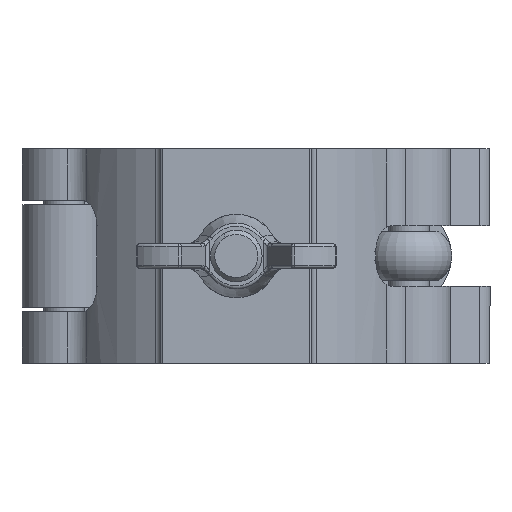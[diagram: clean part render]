
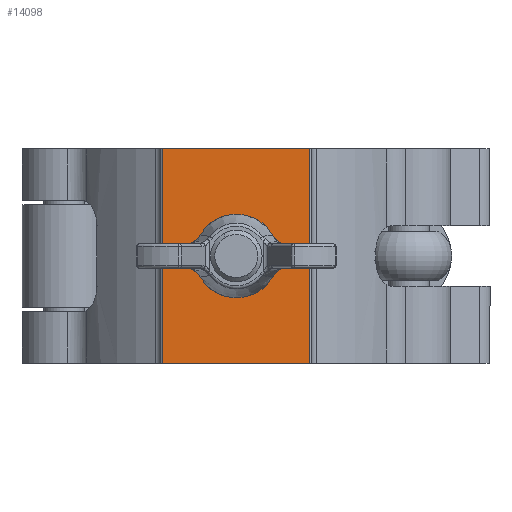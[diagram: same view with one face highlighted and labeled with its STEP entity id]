
A CAD part, front view. The second image highlights one B-rep face of the part: STEP entity #14098.
In plain terms, the highlighted planar face has unit normal (0, -1, 0).
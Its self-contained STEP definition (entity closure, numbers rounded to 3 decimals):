
#475 = VERTEX_POINT ( 'NONE', #5791 ) ;
#506 = EDGE_CURVE ( 'NONE', #12353, #15310, #15629, .T. ) ;
#643 = CARTESIAN_POINT ( 'NONE',  ( 17.127, 0., 24.95 ) ) ;
#713 = ORIENTED_EDGE ( 'NONE', *, *, #13551, .F. ) ;
#745 = DIRECTION ( 'NONE',  ( 1., 0., 0. ) ) ;
#1214 = CARTESIAN_POINT ( 'NONE',  ( 17.127, 0., 24.95 ) ) ;
#1287 = AXIS2_PLACEMENT_3D ( 'NONE', #1214, #8429, #3466 ) ;
#1427 = DIRECTION ( 'NONE',  ( 0., 0., -1. ) ) ;
#1825 = CARTESIAN_POINT ( 'NONE',  ( 17.127, 0., -24.95 ) ) ;
#1964 = DIRECTION ( 'NONE',  ( 0., 1., 0. ) ) ;
#2049 = DIRECTION ( 'NONE',  ( 0., 0., -1. ) ) ;
#2817 = VERTEX_POINT ( 'NONE', #1825 ) ;
#3276 = LINE ( 'NONE', #13961, #15849 ) ;
#3452 = CARTESIAN_POINT ( 'NONE',  ( -17.127, 0., -24.95 ) ) ;
#3466 = DIRECTION ( 'NONE',  ( 0., 0., 1. ) ) ;
#3829 = LINE ( 'NONE', #12433, #8569 ) ;
#4819 = EDGE_CURVE ( 'NONE', #16246, #2817, #15948, .T. ) ;
#5590 = CARTESIAN_POINT ( 'NONE',  ( 0., 0., 6.35 ) ) ;
#5791 = CARTESIAN_POINT ( 'NONE',  ( -17.127, 0., 24.95 ) ) ;
#6274 = ORIENTED_EDGE ( 'NONE', *, *, #15596, .F. ) ;
#6915 = LINE ( 'NONE', #643, #14528 ) ;
#6929 = DIRECTION ( 'NONE',  ( 0., 0., 1. ) ) ;
#7038 = CARTESIAN_POINT ( 'NONE',  ( 0., 0., 0. ) ) ;
#7208 = DIRECTION ( 'NONE',  ( 0., 0., 1. ) ) ;
#7425 = FACE_OUTER_BOUND ( 'NONE', #10604, .T. ) ;
#7599 = ORIENTED_EDGE ( 'NONE', *, *, #14164, .T. ) ;
#8129 = ORIENTED_EDGE ( 'NONE', *, *, #506, .T. ) ;
#8429 = DIRECTION ( 'NONE',  ( 0., 1., 0. ) ) ;
#8569 = VECTOR ( 'NONE', #11015, 1000. ) ;
#9295 = VECTOR ( 'NONE', #745, 1000. ) ;
#9759 = CIRCLE ( 'NONE', #14648, 6.35 ) ;
#10566 = ORIENTED_EDGE ( 'NONE', *, *, #4819, .T. ) ;
#10604 = EDGE_LOOP ( 'NONE', ( #10566, #713, #6274, #7599 ) ) ;
#11015 = DIRECTION ( 'NONE',  ( 1., 0., 0. ) ) ;
#12275 = DIRECTION ( 'NONE',  ( 0., 1., 0. ) ) ;
#12353 = VERTEX_POINT ( 'NONE', #5590 ) ;
#12433 = CARTESIAN_POINT ( 'NONE',  ( 17.127, 0., 24.95 ) ) ;
#12985 = CARTESIAN_POINT ( 'NONE',  ( 0., 0., -6.35 ) ) ;
#13107 = EDGE_LOOP ( 'NONE', ( #8129, #13436 ) ) ;
#13436 = ORIENTED_EDGE ( 'NONE', *, *, #15487, .T. ) ;
#13551 = EDGE_CURVE ( 'NONE', #15940, #2817, #6915, .T. ) ;
#13961 = CARTESIAN_POINT ( 'NONE',  ( -17.127, 0., 24.95 ) ) ;
#14098 = ADVANCED_FACE ( 'NONE', ( #14478, #7425 ), #14662, .F. ) ;
#14164 = EDGE_CURVE ( 'NONE', #475, #16246, #3276, .T. ) ;
#14478 = FACE_BOUND ( 'NONE', #13107, .T. ) ;
#14528 = VECTOR ( 'NONE', #2049, 1000. ) ;
#14648 = AXIS2_PLACEMENT_3D ( 'NONE', #7038, #1964, #6929 ) ;
#14662 = PLANE ( 'NONE',  #1287 ) ;
#14702 = CARTESIAN_POINT ( 'NONE',  ( 0., 0., 0. ) ) ;
#15310 = VERTEX_POINT ( 'NONE', #12985 ) ;
#15487 = EDGE_CURVE ( 'NONE', #15310, #12353, #9759, .T. ) ;
#15509 = CARTESIAN_POINT ( 'NONE',  ( 17.127, 0., 24.95 ) ) ;
#15596 = EDGE_CURVE ( 'NONE', #475, #15940, #3829, .T. ) ;
#15629 = CIRCLE ( 'NONE', #15641, 6.35 ) ;
#15641 = AXIS2_PLACEMENT_3D ( 'NONE', #14702, #12275, #7208 ) ;
#15665 = CARTESIAN_POINT ( 'NONE',  ( 17.127, 0., -24.95 ) ) ;
#15849 = VECTOR ( 'NONE', #1427, 1000. ) ;
#15940 = VERTEX_POINT ( 'NONE', #15509 ) ;
#15948 = LINE ( 'NONE', #15665, #9295 ) ;
#16246 = VERTEX_POINT ( 'NONE', #3452 ) ;
